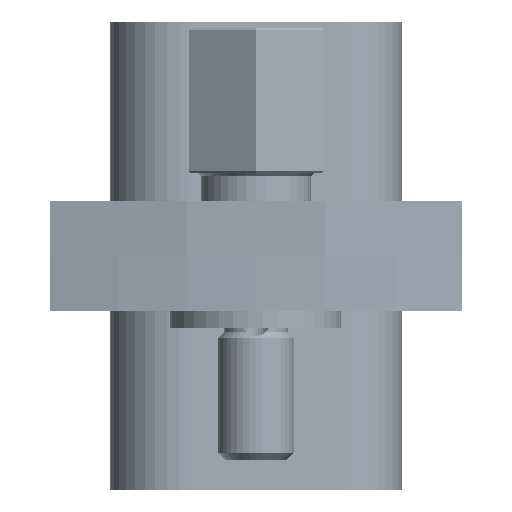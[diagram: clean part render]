
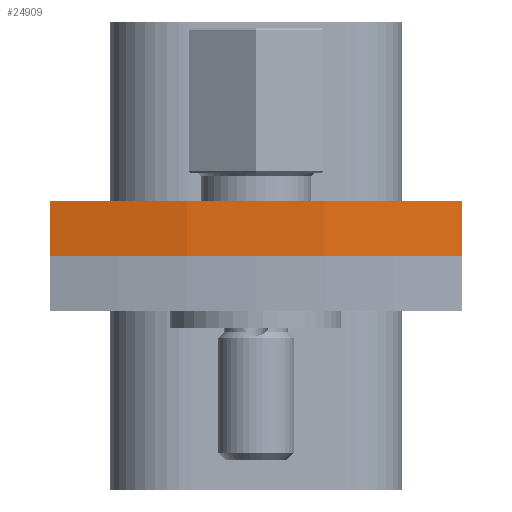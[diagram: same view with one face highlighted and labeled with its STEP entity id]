
A CAD part, left-side view. The second image highlights one B-rep face of the part: STEP entity #24909.
In plain terms, the highlighted cylindrical face has radius 33 mm (diameter 66 mm), a partial arc.
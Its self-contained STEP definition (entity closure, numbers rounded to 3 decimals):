
#453 = VERTEX_POINT ( 'NONE', #19907 ) ;
#2197 = DIRECTION ( 'NONE',  ( 0., 0., 1. ) ) ;
#2747 = VERTEX_POINT ( 'NONE', #12331 ) ;
#2959 = CARTESIAN_POINT ( 'NONE',  ( 0., 0., 0. ) ) ;
#4221 = DIRECTION ( 'NONE',  ( 1., 0., 0. ) ) ;
#5250 = EDGE_CURVE ( 'NONE', #7181, #2747, #26939, .T. ) ;
#5832 = ORIENTED_EDGE ( 'NONE', *, *, #18796, .F. ) ;
#6822 = CARTESIAN_POINT ( 'NONE',  ( 0., 0., -2. ) ) ;
#7181 = VERTEX_POINT ( 'NONE', #24990 ) ;
#7805 = ORIENTED_EDGE ( 'NONE', *, *, #5250, .T. ) ;
#7991 = DIRECTION ( 'NONE',  ( 0., 0., 1. ) ) ;
#8737 = CIRCLE ( 'NONE', #16500, 33. ) ;
#9017 = VECTOR ( 'NONE', #13726, 1000. ) ;
#9974 = DIRECTION ( 'NONE',  ( 0., 0., 1. ) ) ;
#10302 = FACE_OUTER_BOUND ( 'NONE', #21952, .T. ) ;
#12278 = DIRECTION ( 'NONE',  ( 1., 0., 0. ) ) ;
#12331 = CARTESIAN_POINT ( 'NONE',  ( -32.136, -7.5, 0. ) ) ;
#13726 = DIRECTION ( 'NONE',  ( 0., 0., 1. ) ) ;
#13911 = DIRECTION ( 'NONE',  ( 1., 0., 0. ) ) ;
#14588 = CARTESIAN_POINT ( 'NONE',  ( -32.136, -7.5, -2. ) ) ;
#16500 = AXIS2_PLACEMENT_3D ( 'NONE', #2959, #9974, #12278 ) ;
#17237 = LINE ( 'NONE', #22941, #9017 ) ;
#17480 = EDGE_CURVE ( 'NONE', #453, #7181, #19128, .T. ) ;
#18796 = EDGE_CURVE ( 'NONE', #453, #19613, #17237, .T. ) ;
#19087 = AXIS2_PLACEMENT_3D ( 'NONE', #22739, #2197, #13911 ) ;
#19128 = CIRCLE ( 'NONE', #23138, 33. ) ;
#19613 = VERTEX_POINT ( 'NONE', #24400 ) ;
#19907 = CARTESIAN_POINT ( 'NONE',  ( -32.136, 7.5, -2. ) ) ;
#20104 = DIRECTION ( 'NONE',  ( 0., 0., 1. ) ) ;
#21082 = EDGE_CURVE ( 'NONE', #19613, #2747, #8737, .T. ) ;
#21952 = EDGE_LOOP ( 'NONE', ( #23323, #5832, #26012, #7805 ) ) ;
#22655 = VECTOR ( 'NONE', #7991, 1000. ) ;
#22739 = CARTESIAN_POINT ( 'NONE',  ( 0., 0., -2. ) ) ;
#22941 = CARTESIAN_POINT ( 'NONE',  ( -32.136, 7.5, -2. ) ) ;
#23138 = AXIS2_PLACEMENT_3D ( 'NONE', #6822, #20104, #4221 ) ;
#23323 = ORIENTED_EDGE ( 'NONE', *, *, #21082, .F. ) ;
#24400 = CARTESIAN_POINT ( 'NONE',  ( -32.136, 7.5, 0. ) ) ;
#24909 = ADVANCED_FACE ( 'NONE', ( #10302 ), #29639, .T. ) ;
#24990 = CARTESIAN_POINT ( 'NONE',  ( -32.136, -7.5, -2. ) ) ;
#26012 = ORIENTED_EDGE ( 'NONE', *, *, #17480, .T. ) ;
#26939 = LINE ( 'NONE', #14588, #22655 ) ;
#29639 = CYLINDRICAL_SURFACE ( 'NONE', #19087, 33. ) ;
